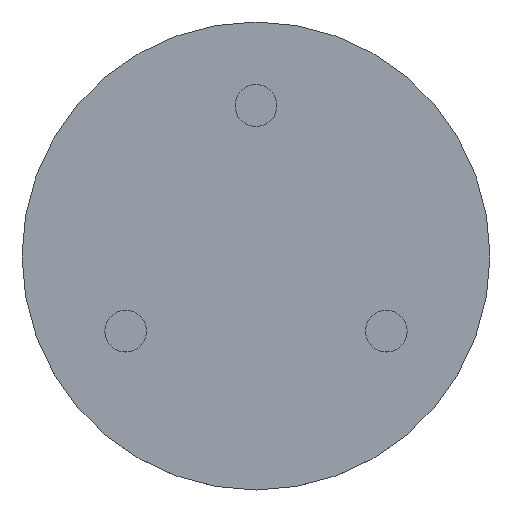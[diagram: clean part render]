
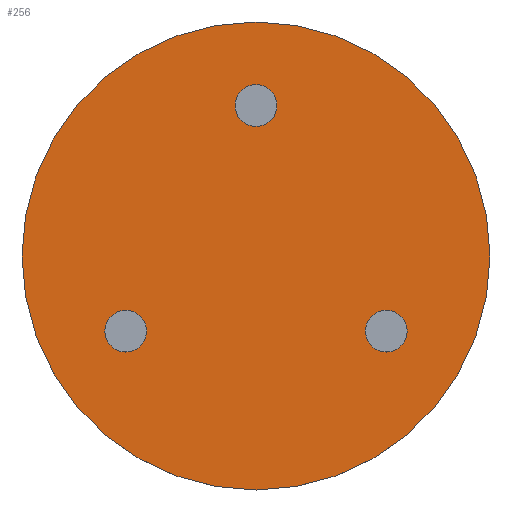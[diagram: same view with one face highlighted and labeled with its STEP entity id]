
A CAD part, top view. The second image highlights one B-rep face of the part: STEP entity #256.
In plain terms, the highlighted planar face has unit normal (0, 0, 1).
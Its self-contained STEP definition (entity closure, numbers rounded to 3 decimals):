
#18=FACE_BOUND('',#72,.T.);
#19=FACE_BOUND('',#73,.T.);
#20=FACE_BOUND('',#74,.T.);
#32=PLANE('',#288);
#50=FACE_OUTER_BOUND('',#71,.T.);
#71=EDGE_LOOP('',(#229));
#72=EDGE_LOOP('',(#230));
#73=EDGE_LOOP('',(#231));
#74=EDGE_LOOP('',(#232));
#119=CIRCLE('',#280,28.);
#120=CIRCLE('',#282,2.5);
#121=CIRCLE('',#284,2.5);
#122=CIRCLE('',#286,2.5);
#139=VERTEX_POINT('',#421);
#140=VERTEX_POINT('',#425);
#141=VERTEX_POINT('',#429);
#142=VERTEX_POINT('',#433);
#166=EDGE_CURVE('',#139,#139,#119,.T.);
#167=EDGE_CURVE('',#140,#140,#120,.T.);
#169=EDGE_CURVE('',#141,#141,#121,.T.);
#171=EDGE_CURVE('',#142,#142,#122,.T.);
#229=ORIENTED_EDGE('',*,*,#166,.T.);
#230=ORIENTED_EDGE('',*,*,#171,.F.);
#231=ORIENTED_EDGE('',*,*,#169,.F.);
#232=ORIENTED_EDGE('',*,*,#167,.F.);
#256=ADVANCED_FACE('',(#50,#18,#19,#20),#32,.F.);
#280=AXIS2_PLACEMENT_3D('',#423,#348,#349);
#282=AXIS2_PLACEMENT_3D('',#426,#352,#353);
#284=AXIS2_PLACEMENT_3D('',#430,#357,#358);
#286=AXIS2_PLACEMENT_3D('',#434,#362,#363);
#288=AXIS2_PLACEMENT_3D('',#437,#367,#368);
#348=DIRECTION('center_axis',(0.,0.,1.));
#349=DIRECTION('ref_axis',(1.,0.,0.));
#352=DIRECTION('center_axis',(0.,0.,1.));
#353=DIRECTION('ref_axis',(-1.,0.,0.));
#357=DIRECTION('center_axis',(0.,0.,1.));
#358=DIRECTION('ref_axis',(-1.,0.,0.));
#362=DIRECTION('center_axis',(0.,0.,1.));
#363=DIRECTION('ref_axis',(-1.,0.,0.));
#367=DIRECTION('center_axis',(0.,0.,-1.));
#368=DIRECTION('ref_axis',(1.,0.,0.));
#421=CARTESIAN_POINT('',(-28.,0.,-1.));
#423=CARTESIAN_POINT('Origin',(0.,0.,
-1.));
#425=CARTESIAN_POINT('',(18.088,-9.,-1.));
#426=CARTESIAN_POINT('Origin',(15.588,-9.,-1.));
#429=CARTESIAN_POINT('',(2.5,18.,-1.));
#430=CARTESIAN_POINT('Origin',(0.,18.,-1.));
#433=CARTESIAN_POINT('',(-13.088,-9.,-1.));
#434=CARTESIAN_POINT('Origin',(-15.588,-9.,-1.));
#437=CARTESIAN_POINT('Origin',(0.,0.,
-1.));
